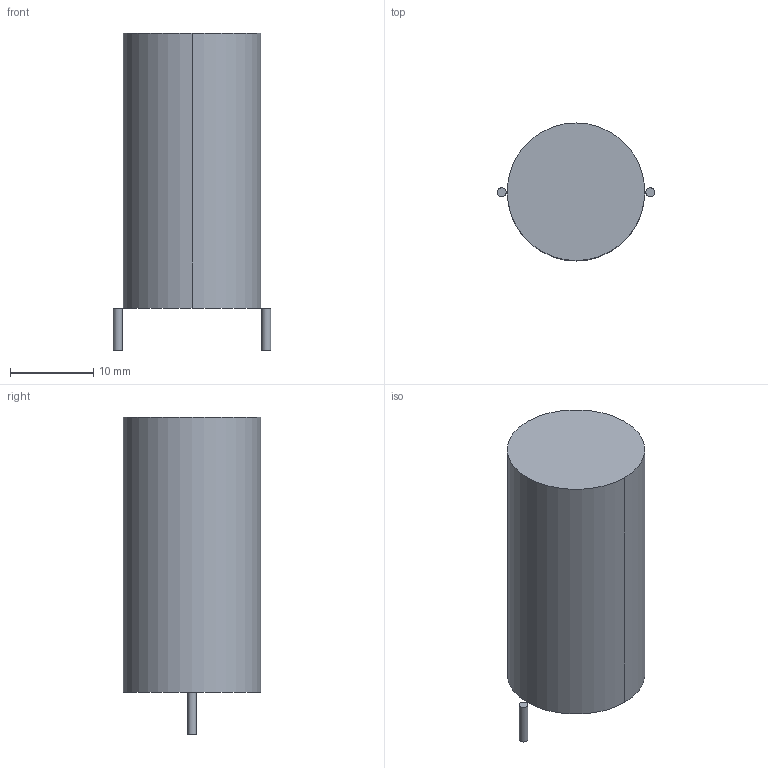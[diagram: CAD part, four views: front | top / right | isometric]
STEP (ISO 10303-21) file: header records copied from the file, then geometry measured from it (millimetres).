
FILE_DESCRIPTION(('FreeCAD Model'),'2;1');
FILE_NAME('325745.1.1.stp','2020-04-08T10:13:52',( 'Author'),(''),'Open CASCADE STEP processor 6.9','FreeCAD','Unknown' );
FILE_SCHEMA(('AUTOMOTIVE_DESIGN { 1 0 10303 214 1 1 1 1 }'));
Length unit declared in the file: millimetre
Products named in the file (3): ASSEMBLY; Body; Leads
Assembly tree (3 placements, depth 2):
  ASSEMBLY
    Body
    Leads  x2
Bounding box: 18.87 x 16.5 x 38.1 mm (x, y, z)
Volume: 7074.6 mm3; surface area: 2214 mm2
Topology: 5 solids, 7 shells, 18 faces, 18 edges, 12 vertices
Faces by surface type: plane 12, cylinder 6
Full cylindrical faces by diameter (mm): 1.07 x4
Entity records: 541 total; most frequent: DIRECTION 88, CARTESIAN_POINT 72, ORIENTED_EDGE 36, LINE 32, VECTOR 32, PCURVE 32, DEFINITIONAL_REPRESENTATION 32, AXIS2_PLACEMENT_3D 24
